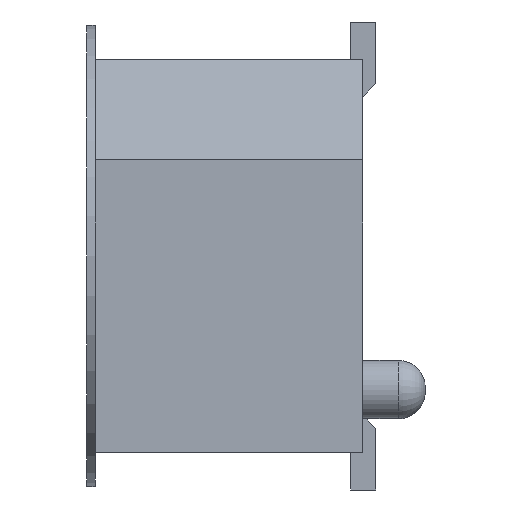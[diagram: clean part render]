
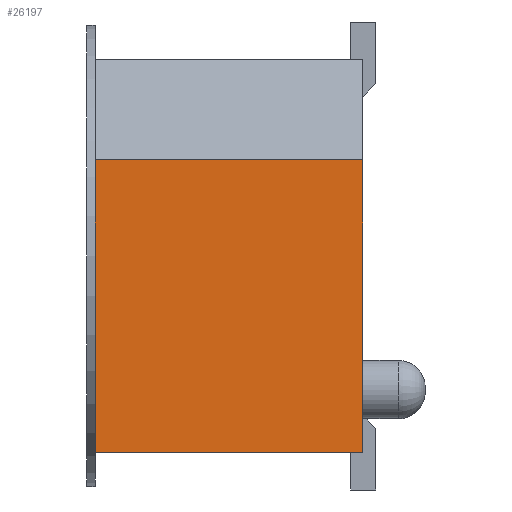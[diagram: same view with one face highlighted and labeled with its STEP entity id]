
A CAD part, left-side view. The second image highlights one B-rep face of the part: STEP entity #26197.
In plain terms, the highlighted planar face has unit normal (-1, 0, 0).
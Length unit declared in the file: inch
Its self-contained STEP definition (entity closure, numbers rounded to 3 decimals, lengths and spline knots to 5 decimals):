
#1065=ORIENTED_EDGE('',*,*,#8675,.T.);
#1066=ORIENTED_EDGE('',*,*,#8676,.F.);
#1067=ORIENTED_EDGE('',*,*,#8669,.F.);
#1068=ORIENTED_EDGE('',*,*,#8677,.T.);
#8669=EDGE_CURVE('',#12384,#12385,#15019,.T.);
#8675=EDGE_CURVE('',#12390,#12391,#15025,.T.);
#8676=EDGE_CURVE('',#12385,#12391,#15026,.T.);
#8677=EDGE_CURVE('',#12384,#12390,#15027,.T.);
#12384=VERTEX_POINT('',#37031);
#12385=VERTEX_POINT('',#37032);
#12390=VERTEX_POINT('',#37044);
#12391=VERTEX_POINT('',#37045);
#15019=LINE('',#37030,#18913);
#15025=LINE('',#37043,#18919);
#15026=LINE('',#37046,#18920);
#15027=LINE('',#37047,#18921);
#18913=VECTOR('',#29907,39.37008);
#18919=VECTOR('',#29915,39.37008);
#18920=VECTOR('',#29916,39.37008);
#18921=VECTOR('',#29917,39.37008);
#22125=EDGE_LOOP('',(#1065,#1066,#1067,#1068));
#23487=FACE_BOUND('',#22125,.T.);
#24848=PLANE('',#27602);
#26197=ADVANCED_FACE('',(#23487),#24848,.F.);
#27602=AXIS2_PLACEMENT_3D('',#37042,#29913,#29914);
#29907=DIRECTION('',(0.,0.,1.));
#29913=DIRECTION('',(1.,0.,0.));
#29914=DIRECTION('',(0.,0.,-1.));
#29915=DIRECTION('',(0.,0.,1.));
#29916=DIRECTION('',(0.,-1.,0.));
#29917=DIRECTION('',(0.,-1.,0.));
#37030=CARTESIAN_POINT('',(-0.39375,0.168,-0.1175));
#37031=CARTESIAN_POINT('',(-0.39375,0.168,-0.1175));
#37032=CARTESIAN_POINT('',(-0.39375,0.168,0.0575));
#37042=CARTESIAN_POINT('',(-0.39375,0.168,-0.1175));
#37043=CARTESIAN_POINT('',(-0.39375,0.008,-0.1175));
#37044=CARTESIAN_POINT('',(-0.39375,0.008,-0.1175));
#37045=CARTESIAN_POINT('',(-0.39375,0.008,0.0575));
#37046=CARTESIAN_POINT('',(-0.39375,0.168,0.0575));
#37047=CARTESIAN_POINT('',(-0.39375,0.168,-0.1175));
